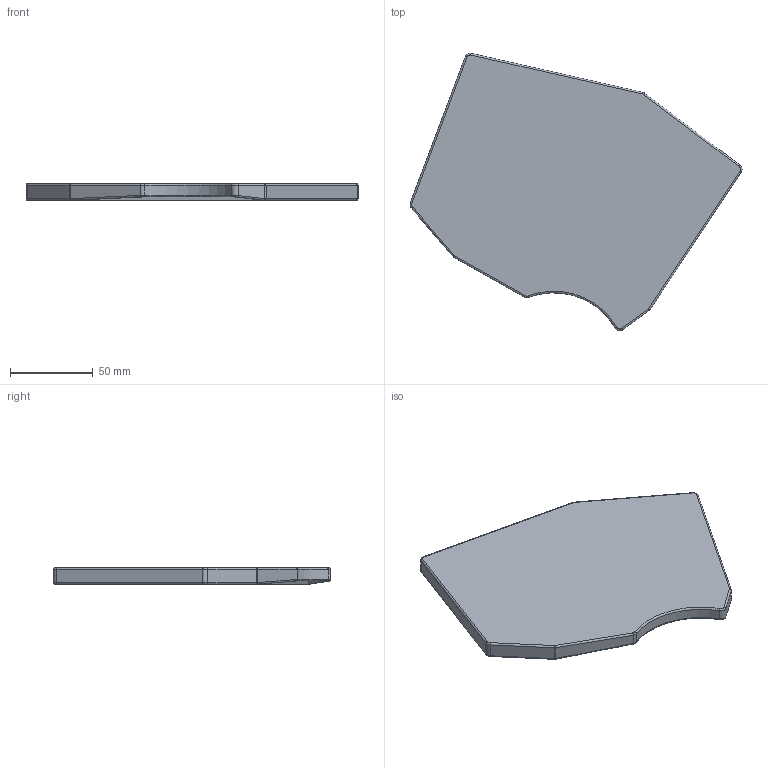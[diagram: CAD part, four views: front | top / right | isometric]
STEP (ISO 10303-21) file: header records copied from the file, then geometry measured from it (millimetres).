
FILE_DESCRIPTION(/* description */ (''),/* implementation_level */ '2;1');
FILE_NAME(/* name */ 'Vana Lingo Splix Board_MIR.stp',/* time_stamp */ '2016-07-19T18:26:05+02:00',/* author */ ('Turbo'),/* organization */ (''),/* preprocessor_version */ 'ST-DEVELOPER v16.1',/* originating_system */ 'Autodesk Inventor 2016',/* authorisation */ '');
FILE_SCHEMA (('AUTOMOTIVE_DESIGN { 1 0 10303 214 3 1 1 }'));
Length unit declared in the file: millimetre
Products named in the file (1): Vana Lingo Splix Board_MIR
Bounding box: 200.44 x 167.49 x 10 mm (x, y, z)
Volume: 40479 mm3; surface area: 51226.6 mm2
Topology: 1 solids, 1 shells, 104 faces, 260 edges, 158 vertices
Faces by surface type: plane 42, cylinder 35, torus 19, bspline 8
Entity records: 3290 total; most frequent: CARTESIAN_POINT 792, DIRECTION 521, ORIENTED_EDGE 520, EDGE_CURVE 260, AXIS2_PLACEMENT_3D 186, VERTEX_POINT 158, LINE 149, VECTOR 149
